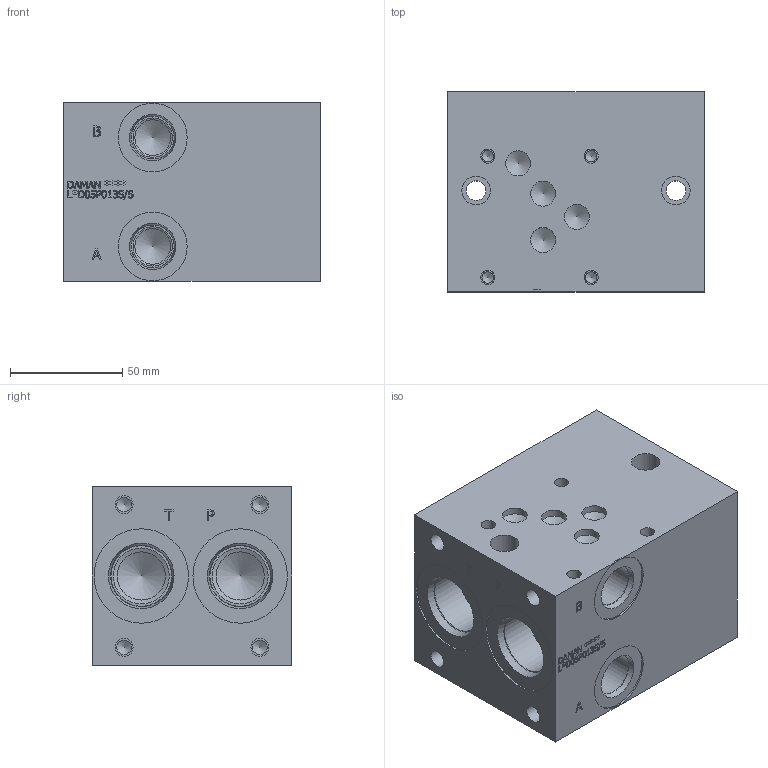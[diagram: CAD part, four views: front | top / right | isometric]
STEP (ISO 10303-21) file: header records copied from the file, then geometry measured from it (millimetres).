
FILE_DESCRIPTION(/* description */ (''),/* implementation_level */ '2;1');
FILE_NAME(/* name */ 'L_D05P013S_S.stp',/* time_stamp */ '2022-10-28T10:37:14-04:00',/* author */ ('mikeh'),/* organization */ (''),/* preprocessor_version */ 'ST-DEVELOPER v18',/* originating_system */ 'Autodesk Inventor 2020',/* authorisation */ '');
FILE_SCHEMA (('AUTOMOTIVE_DESIGN { 1 0 10303 214 3 1 1 }'));
Length unit declared in the file: millimetre
Products named in the file (1): Part_LAD05P013S_S_3D
Bounding box: 114.3 x 88.9 x 79.38 mm (x, y, z)
Volume: 678038.4 mm3; surface area: 78424.2 mm2
Topology: 1 solids, 1 shells, 579 faces, 1590 edges, 1078 vertices
Faces by surface type: plane 325, bspline 143, cylinder 68, cone 43
Full cylindrical faces by diameter (mm): 5.105 x4, 6.35 x4, 6.528 x8, 7.925 x8, 8.738 x2, 11.125 x4, 12.7 x2, 15.875 x2, 17.475 x1, 17.501 x2, 19.05 x2, 19.253 x2, 21.438 x3, 22.225 x1, 23.698 x1, 24.917 x4, 25.4 x1, 26.187 x1, 26.99 x1, 27 x3, 27.381 x1, 27.432 x4, 30.632 x2, 42.037 x4
Entity records: 19587 total; most frequent: CARTESIAN_POINT 5160, ORIENTED_EDGE 3134, DIRECTION 2400, EDGE_CURVE 1567, VERTEX_POINT 1078, LINE 1018, VECTOR 1018, AXIS2_PLACEMENT_3D 691
